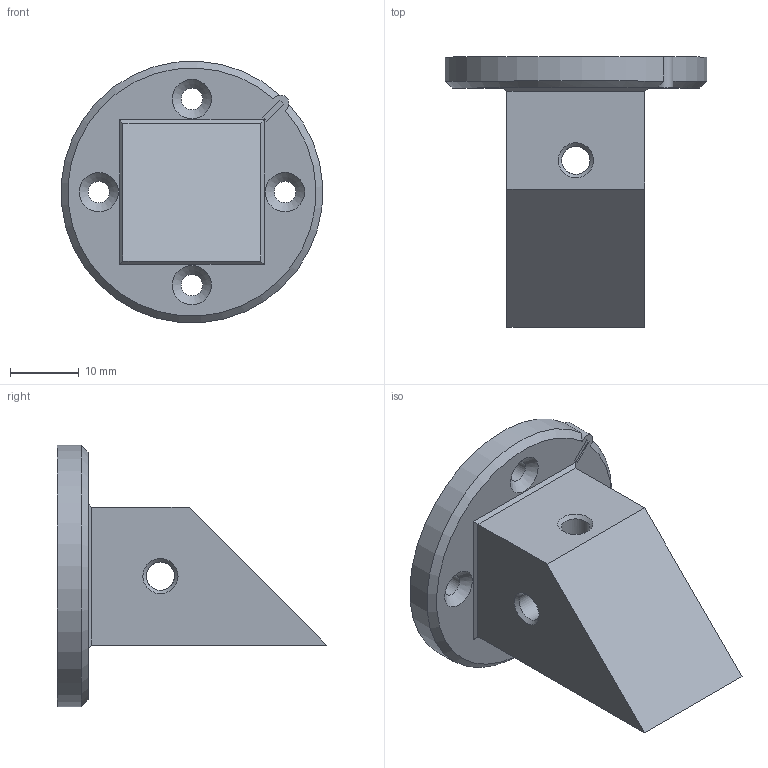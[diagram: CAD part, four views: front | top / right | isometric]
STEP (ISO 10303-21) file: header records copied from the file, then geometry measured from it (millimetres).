
FILE_DESCRIPTION(('FreeCAD Model'),'2;1');
FILE_NAME('Open CASCADE Shape Model','2025-01-29T19:00:01',(''),(''), 'Open CASCADE STEP processor 7.8','FreeCAD','Unknown');
FILE_SCHEMA(('AUTOMOTIVE_DESIGN { 1 0 10303 214 1 1 1 1 }'));
Length unit declared in the file: millimetre
Products named in the file (1): Body002
Bounding box: 37.92 x 39.16 x 37.92 mm (x, y, z)
Volume: 13407.5 mm3; surface area: 5574.8 mm2
Topology: 1 solids, 1 shells, 52 faces, 122 edges, 74 vertices
Faces by surface type: plane 22, cylinder 13, cone 9, bspline 8
Full cylindrical faces by diameter (mm): 3.1 x4, 4.1 x4, 16 x1
Entity records: 1863 total; most frequent: CARTESIAN_POINT 671, ORIENTED_EDGE 244, DIRECTION 221, EDGE_CURVE 122, AXIS2_PLACEMENT_3D 78, VERTEX_POINT 74, FACE_BOUND 68, EDGE_LOOP 68
